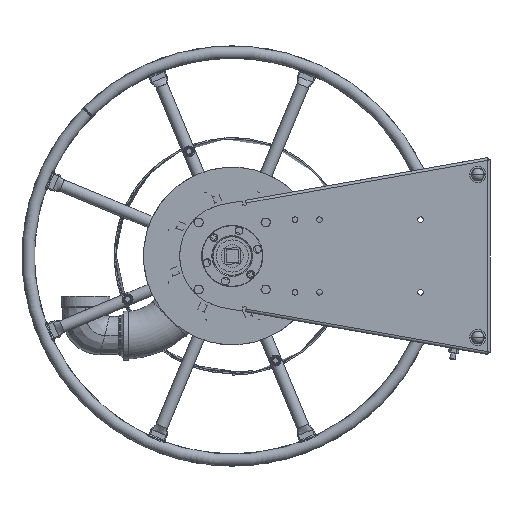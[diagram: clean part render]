
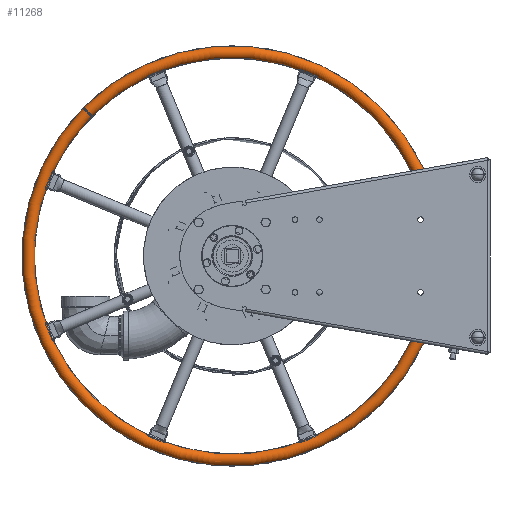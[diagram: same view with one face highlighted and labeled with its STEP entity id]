
A CAD part, left-side view. The second image highlights one B-rep face of the part: STEP entity #11268.
In plain terms, the highlighted toroidal (fillet/blend) face has major radius 301 mm and minor radius 9 mm.
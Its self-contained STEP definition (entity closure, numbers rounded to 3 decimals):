
#11128=CARTESIAN_POINT('',(-221.5,212.839,212.839));
#11129=DIRECTION('',(0.,-0.707,0.707));
#11130=DIRECTION('',(0.,0.707,0.707));
#11131=AXIS2_PLACEMENT_3D('',#11128,#11129,#11130);
#11143=CARTESIAN_POINT('',(-221.5,0.,0.));
#11144=DIRECTION('',(1.,0.,0.));
#11145=DIRECTION('',(0.,0.707,0.707));
#11146=AXIS2_PLACEMENT_3D('',#11143,#11144,#11145);
#11148=CARTESIAN_POINT('',(-221.5,0.,0.));
#11149=DIRECTION('',(1.,0.,0.));
#11150=DIRECTION('',(0.,0.707,0.707));
#11151=AXIS2_PLACEMENT_3D('',#11148,#11149,#11150);
#11158=CARTESIAN_POINT('',(-221.5,213.951,211.722));
#11159=DIRECTION('',(0.,-0.703,0.711));
#11160=DIRECTION('',(0.,0.711,0.703));
#11161=AXIS2_PLACEMENT_3D('',#11158,#11159,#11160);
#11183=CARTESIAN_POINT('',(-221.5,206.475,206.475));
#11184=CARTESIAN_POINT('',(-221.5,219.203,219.203));
#11185=VERTEX_POINT('',#11183);
#11186=VERTEX_POINT('',#11184);
#11191=CARTESIAN_POINT('',(-221.5,207.553,205.391));
#11192=CARTESIAN_POINT('',(-221.5,220.348,218.052));
#11193=VERTEX_POINT('',#11191);
#11194=VERTEX_POINT('',#11192);
#11256=CARTESIAN_POINT('',(-221.5,0.,0.));
#11257=DIRECTION('',(1.,0.,0.));
#11258=DIRECTION('',(0.,-0.707,-0.707));
#11259=AXIS2_PLACEMENT_3D('',#11256,#11257,#11258);
#11260=TOROIDAL_SURFACE('',#11259,301.,9.);
#11261=ORIENTED_EDGE('',*,*,#11206,.F.);
#11262=ORIENTED_EDGE('',*,*,#11239,.T.);
#11264=ORIENTED_EDGE('',*,*,#11263,.T.);
#11265=ORIENTED_EDGE('',*,*,#11235,.F.);
#11266=EDGE_LOOP('',(#11261,#11262,#11264,#11265));
#11267=FACE_OUTER_BOUND('',#11266,.F.);
#11268=ADVANCED_FACE('',(#11267),#11260,.T.);
#11132=CIRCLE('',#11131,9.);
#11147=CIRCLE('',#11146,292.);
#11152=CIRCLE('',#11151,310.);
#11162=CIRCLE('',#11161,9.);
#11206=EDGE_CURVE('',#11186,#11185,#11132,.T.);
#11235=EDGE_CURVE('',#11185,#11193,#11147,.T.);
#11239=EDGE_CURVE('',#11186,#11194,#11152,.T.);
#11263=EDGE_CURVE('',#11194,#11193,#11162,.T.);
